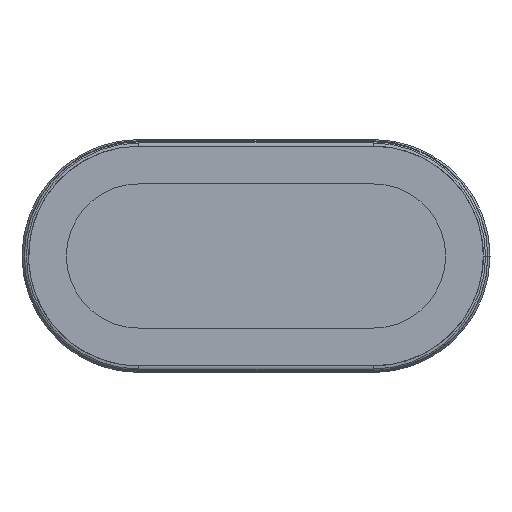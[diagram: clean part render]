
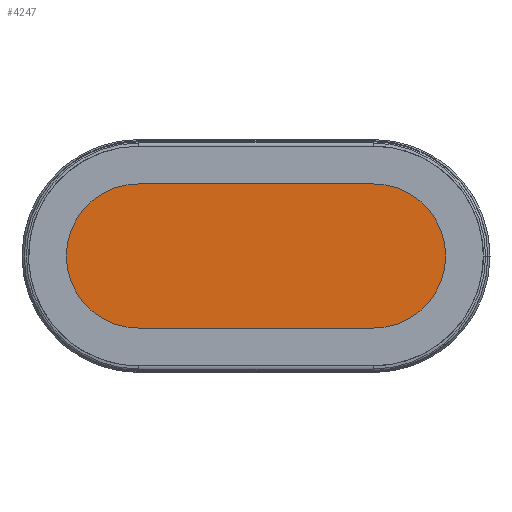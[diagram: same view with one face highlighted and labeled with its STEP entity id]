
A CAD part, front view. The second image highlights one B-rep face of the part: STEP entity #4247.
In plain terms, the highlighted planar face has unit normal (0, -1, 0).
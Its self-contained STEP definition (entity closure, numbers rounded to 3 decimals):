
#2968 = DIRECTION ( 'NONE',  ( 0., 0., 1. ) ) ;
#3001 = DIRECTION ( 'NONE',  ( 0., 1., 0. ) ) ;
#3050 = CARTESIAN_POINT ( 'NONE',  ( -5.25, -30.451, 0. ) ) ;
#3439 = PLANE ( 'NONE',  #31485 ) ;
#4189 = EDGE_LOOP ( 'NONE', ( #10203, #11634, #12589, #13775 ) ) ;
#4247 = ADVANCED_FACE ( 'NONE', ( #24841 ), #3439, .F. ) ;
#5768 = LINE ( 'NONE', #23084, #21360 ) ;
#6777 = LINE ( 'NONE', #24360, #29119 ) ;
#7230 = CIRCLE ( 'NONE', #10846, 5.2 ) ;
#8067 = VERTEX_POINT ( 'NONE', #33180 ) ;
#9446 = CARTESIAN_POINT ( 'NONE',  ( 5.25, -30.451, 5.2 ) ) ;
#9659 = AXIS2_PLACEMENT_3D ( 'NONE', #11298, #11246, #11201 ) ;
#10203 = ORIENTED_EDGE ( 'NONE', *, *, #20813, .F. ) ;
#10272 = VERTEX_POINT ( 'NONE', #9446 ) ;
#10846 = AXIS2_PLACEMENT_3D ( 'NONE', #36129, #36097, #36086 ) ;
#11201 = DIRECTION ( 'NONE',  ( 0., 0., -1. ) ) ;
#11246 = DIRECTION ( 'NONE',  ( 0., 1., 0. ) ) ;
#11298 = CARTESIAN_POINT ( 'NONE',  ( -5.25, -30.451, 0. ) ) ;
#11634 = ORIENTED_EDGE ( 'NONE', *, *, #20210, .F. ) ;
#12589 = ORIENTED_EDGE ( 'NONE', *, *, #20037, .F. ) ;
#13775 = ORIENTED_EDGE ( 'NONE', *, *, #21344, .F. ) ;
#16543 = VERTEX_POINT ( 'NONE', #23235 ) ;
#16782 = VERTEX_POINT ( 'NONE', #19967 ) ;
#19967 = CARTESIAN_POINT ( 'NONE',  ( -5.25, -30.451, -5.2 ) ) ;
#20037 = EDGE_CURVE ( 'NONE', #16543, #10272, #6777, .T. ) ;
#20210 = EDGE_CURVE ( 'NONE', #10272, #8067, #7230, .T. ) ;
#20813 = EDGE_CURVE ( 'NONE', #8067, #16782, #5768, .T. ) ;
#21344 = EDGE_CURVE ( 'NONE', #16782, #16543, #22598, .T. ) ;
#21360 = VECTOR ( 'NONE', #23292, 1000. ) ;
#22598 = CIRCLE ( 'NONE', #9659, 5.2 ) ;
#23084 = CARTESIAN_POINT ( 'NONE',  ( -5.25, -30.451, -5.2 ) ) ;
#23235 = CARTESIAN_POINT ( 'NONE',  ( -5.25, -30.451, 5.2 ) ) ;
#23292 = DIRECTION ( 'NONE',  ( -1., 0., 0. ) ) ;
#24289 = DIRECTION ( 'NONE',  ( 1., 0., 0. ) ) ;
#24360 = CARTESIAN_POINT ( 'NONE',  ( -5.25, -30.451, 5.2 ) ) ;
#24841 = FACE_OUTER_BOUND ( 'NONE', #4189, .T. ) ;
#29119 = VECTOR ( 'NONE', #24289, 1000. ) ;
#31485 = AXIS2_PLACEMENT_3D ( 'NONE', #3050, #3001, #2968 ) ;
#33180 = CARTESIAN_POINT ( 'NONE',  ( 5.25, -30.451, -5.2 ) ) ;
#36086 = DIRECTION ( 'NONE',  ( 0., 0., -1. ) ) ;
#36097 = DIRECTION ( 'NONE',  ( 0., 1., 0. ) ) ;
#36129 = CARTESIAN_POINT ( 'NONE',  ( 5.25, -30.451, 0. ) ) ;
